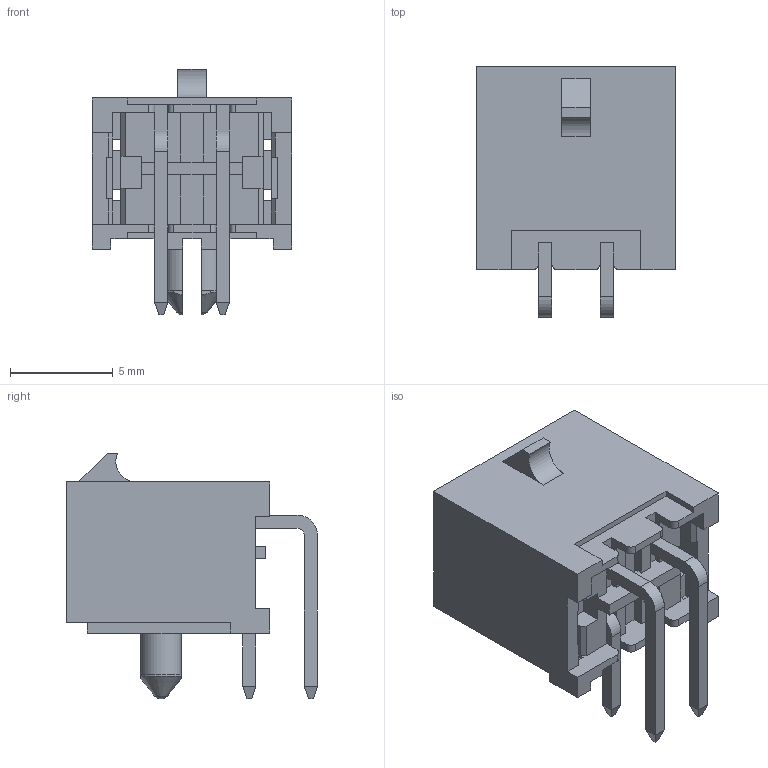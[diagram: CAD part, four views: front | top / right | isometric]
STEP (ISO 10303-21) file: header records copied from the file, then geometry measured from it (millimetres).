
FILE_DESCRIPTION(/* description */ ('Unknown'),/* implementation_level */ '2;1');
FILE_NAME(/* name */ 'J_Wurth_WR-MPC3_66200421024',/* time_stamp */ '2025-06-10T15:48:25+08:00',/* author */ ('Unknown'),/* organization */ ('Unknown'),/* preprocessor_version */ 'ST-DEVELOPER v19.4',/* originating_system */ 'Solid Edge',/* authorisation */ 'Unknown');
FILE_SCHEMA (('AUTOMOTIVE_DESIGN {1 0 10303 214 3 1 1}'));
Length unit declared in the file: millimetre
Products named in the file (2): J_Wurth_WR-MPC3_66200421024
Assembly tree (1 placements, depth 2):
  J_Wurth_WR-MPC3_66200421024
    J_Wurth_WR-MPC3_66200421024
Bounding box: 9.7 x 12.22 x 11.96 mm (x, y, z)
Volume: 431.8 mm3; surface area: 1106 mm2
Topology: 1 solids, 1 shells, 285 faces, 784 edges, 502 vertices
Faces by surface type: plane 262, cylinder 19, torus 2, cone 2
Entity records: 10897 total; most frequent: CARTESIAN_POINT 1585, ORIENTED_EDGE 1568, DIRECTION 1406, EDGE_CURVE 784, LINE 728, VECTOR 728, VERTEX_POINT 502, AXIS2_PLACEMENT_3D 339
